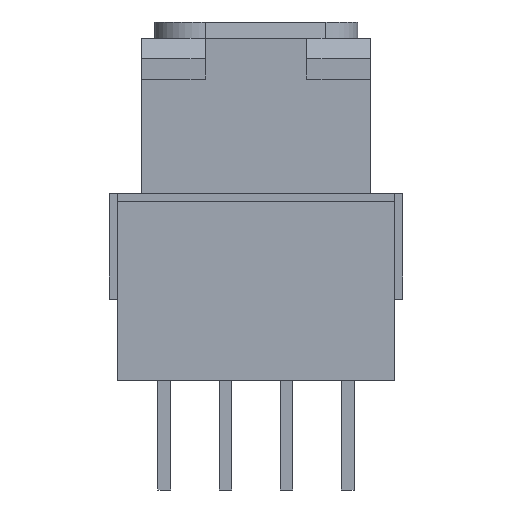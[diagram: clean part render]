
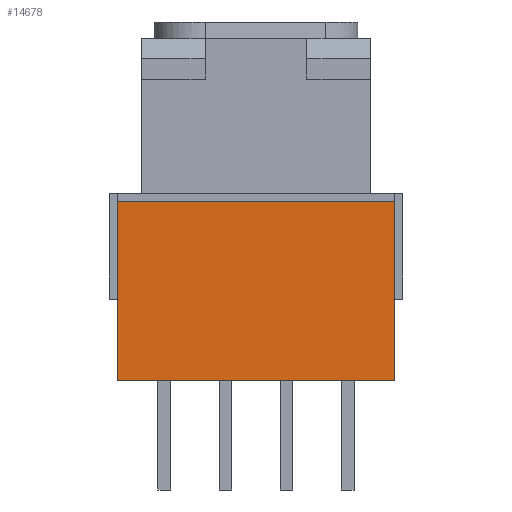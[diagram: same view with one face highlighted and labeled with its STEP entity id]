
A CAD part, left-side view. The second image highlights one B-rep face of the part: STEP entity #14678.
In plain terms, the highlighted planar face has unit normal (-1, 0, 0).
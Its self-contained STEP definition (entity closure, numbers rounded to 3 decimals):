
#14431=CARTESIAN_POINT('',(-21.717,4.318,5.588));
#14432=VERTEX_POINT('',#14431);
#14457=CARTESIAN_POINT('',(-21.717,4.318,0.));
#14458=VERTEX_POINT('',#14457);
#14466=CARTESIAN_POINT('',(-21.717,4.318,5.588));
#14467=CARTESIAN_POINT('',(-21.717,4.318,3.725));
#14468=CARTESIAN_POINT('',(-21.717,4.318,1.863));
#14469=CARTESIAN_POINT('',(-21.717,4.318,0.));
#14470=QUASI_UNIFORM_CURVE('',3,(#14466,#14467,#14468,#14469),.UNSPECIFIED.,.F.,.U.);
#14471=EDGE_CURVE('',#14432,#14458,#14470,.T.);
#14491=CARTESIAN_POINT('',(-21.717,-4.318,0.));
#14492=VERTEX_POINT('',#14491);
#14500=CARTESIAN_POINT('',(-21.717,4.318,0.));
#14501=CARTESIAN_POINT('',(-21.717,1.439,0.));
#14502=CARTESIAN_POINT('',(-21.717,-1.439,0.));
#14503=CARTESIAN_POINT('',(-21.717,-4.318,0.));
#14504=QUASI_UNIFORM_CURVE('',3,(#14500,#14501,#14502,#14503),.UNSPECIFIED.,.F.,.U.);
#14505=EDGE_CURVE('',#14458,#14492,#14504,.T.);
#14640=CARTESIAN_POINT('',(-21.717,-4.318,5.588));
#14641=VERTEX_POINT('',#14640);
#14642=CARTESIAN_POINT('',(-21.717,-4.318,5.588));
#14643=CARTESIAN_POINT('',(-21.717,-1.439,5.588));
#14644=CARTESIAN_POINT('',(-21.717,1.439,5.588));
#14645=CARTESIAN_POINT('',(-21.717,4.318,5.588));
#14646=QUASI_UNIFORM_CURVE('',3,(#14642,#14643,#14644,#14645),.UNSPECIFIED.,.F.,.U.);
#14647=EDGE_CURVE('',#14641,#14432,#14646,.T.);
#14661=CARTESIAN_POINT('',(-21.717,4.75,-0.279));
#14662=DIRECTION('',(-1.0,0.0,0.0));
#14663=DIRECTION('',(0.0,-1.0,0.0));
#14664=AXIS2_PLACEMENT_3D('',#14661,#14662,#14663);
#14665=PLANE('',#14664);
#14666=ORIENTED_EDGE('',*,*,#14647,.T.);
#14667=ORIENTED_EDGE('',*,*,#14471,.T.);
#14668=ORIENTED_EDGE('',*,*,#14505,.T.);
#14669=CARTESIAN_POINT('',(-21.717,-4.318,5.588));
#14670=CARTESIAN_POINT('',(-21.717,-4.318,3.725));
#14671=CARTESIAN_POINT('',(-21.717,-4.318,1.863));
#14672=CARTESIAN_POINT('',(-21.717,-4.318,0.));
#14673=QUASI_UNIFORM_CURVE('',3,(#14669,#14670,#14671,#14672),.UNSPECIFIED.,.F.,.U.);
#14674=EDGE_CURVE('',#14641,#14492,#14673,.T.);
#14675=ORIENTED_EDGE('',*,*,#14674,.F.);
#14676=EDGE_LOOP('',(#14666,#14667,#14668,#14675));
#14677=FACE_OUTER_BOUND('',#14676,.T.);
#14678=ADVANCED_FACE('',(#14677),#14665,.T.);
